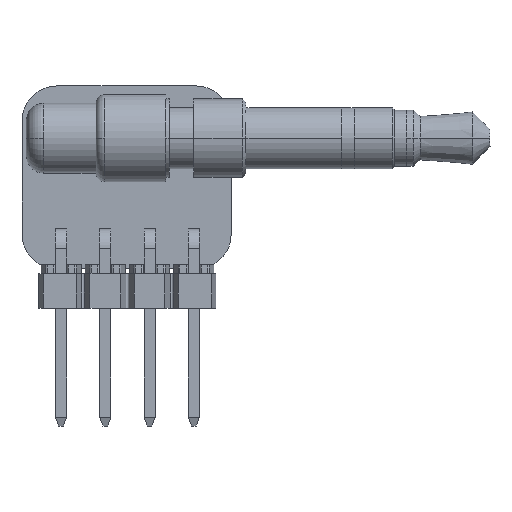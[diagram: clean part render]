
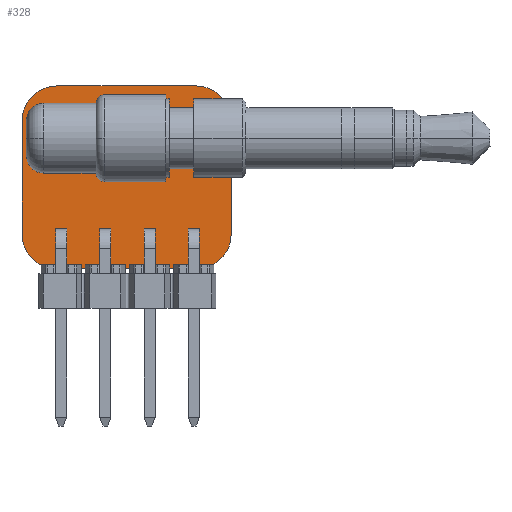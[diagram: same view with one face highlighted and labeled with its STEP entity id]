
A CAD part, top view. The second image highlights one B-rep face of the part: STEP entity #328.
In plain terms, the highlighted planar face has unit normal (0, 0, 1).
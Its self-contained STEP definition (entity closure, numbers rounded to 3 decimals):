
#63 = VERTEX_POINT('',#64);
#64 = CARTESIAN_POINT('',(0.,2.,1.646));
#70 = EDGE_CURVE('',#63,#71,#73,.T.);
#71 = VERTEX_POINT('',#72);
#72 = CARTESIAN_POINT('',(0.,8.5,1.646));
#73 = LINE('',#74,#75);
#74 = CARTESIAN_POINT('',(0.,2.,1.646));
#75 = VECTOR('',#76,1.);
#76 = DIRECTION('',(0.,1.,0.));
#101 = EDGE_CURVE('',#71,#102,#104,.T.);
#102 = VERTEX_POINT('',#103);
#103 = CARTESIAN_POINT('',(2.,10.5,1.646));
#104 = CIRCLE('',#105,2.);
#105 = AXIS2_PLACEMENT_3D('',#106,#107,#108);
#106 = CARTESIAN_POINT('',(2.,8.5,1.646));
#107 = DIRECTION('',(0.,0.,-1.));
#108 = DIRECTION('',(-1.,0.,0.));
#134 = EDGE_CURVE('',#102,#135,#137,.T.);
#135 = VERTEX_POINT('',#136);
#136 = CARTESIAN_POINT('',(10.,10.5,1.646));
#137 = LINE('',#138,#139);
#138 = CARTESIAN_POINT('',(2.,10.5,1.646));
#139 = VECTOR('',#140,1.);
#140 = DIRECTION('',(1.,0.,0.));
#165 = EDGE_CURVE('',#135,#166,#168,.T.);
#166 = VERTEX_POINT('',#167);
#167 = CARTESIAN_POINT('',(12.,8.5,1.646));
#168 = CIRCLE('',#169,2.);
#169 = AXIS2_PLACEMENT_3D('',#170,#171,#172);
#170 = CARTESIAN_POINT('',(10.,8.5,1.646));
#171 = DIRECTION('',(0.,0.,-1.));
#172 = DIRECTION('',(0.,1.,0.));
#198 = EDGE_CURVE('',#166,#199,#201,.T.);
#199 = VERTEX_POINT('',#200);
#200 = CARTESIAN_POINT('',(12.,2.,1.646));
#201 = LINE('',#202,#203);
#202 = CARTESIAN_POINT('',(12.,8.5,1.646));
#203 = VECTOR('',#204,1.);
#204 = DIRECTION('',(0.,-1.,0.));
#229 = EDGE_CURVE('',#199,#230,#232,.T.);
#230 = VERTEX_POINT('',#231);
#231 = CARTESIAN_POINT('',(10.,0.,1.646));
#232 = CIRCLE('',#233,2.);
#233 = AXIS2_PLACEMENT_3D('',#234,#235,#236);
#234 = CARTESIAN_POINT('',(10.,2.,1.646));
#235 = DIRECTION('',(0.,0.,-1.));
#236 = DIRECTION('',(1.,0.,0.));
#262 = EDGE_CURVE('',#230,#263,#265,.T.);
#263 = VERTEX_POINT('',#264);
#264 = CARTESIAN_POINT('',(2.,0.,1.646));
#265 = LINE('',#266,#267);
#266 = CARTESIAN_POINT('',(10.,0.,1.646));
#267 = VECTOR('',#268,1.);
#268 = DIRECTION('',(-1.,0.,0.));
#293 = EDGE_CURVE('',#263,#63,#294,.T.);
#294 = CIRCLE('',#295,2.);
#295 = AXIS2_PLACEMENT_3D('',#296,#297,#298);
#296 = CARTESIAN_POINT('',(2.,2.,1.646));
#297 = DIRECTION('',(0.,0.,-1.));
#298 = DIRECTION('',(0.,-1.,0.));
#328 = ADVANCED_FACE('',(#329),#339,.T.);
#329 = FACE_BOUND('',#330,.F.);
#330 = EDGE_LOOP('',(#331,#332,#333,#334,#335,#336,#337,#338));
#331 = ORIENTED_EDGE('',*,*,#70,.T.);
#332 = ORIENTED_EDGE('',*,*,#101,.T.);
#333 = ORIENTED_EDGE('',*,*,#134,.T.);
#334 = ORIENTED_EDGE('',*,*,#165,.T.);
#335 = ORIENTED_EDGE('',*,*,#198,.T.);
#336 = ORIENTED_EDGE('',*,*,#229,.T.);
#337 = ORIENTED_EDGE('',*,*,#262,.T.);
#338 = ORIENTED_EDGE('',*,*,#293,.T.);
#339 = PLANE('',#340);
#340 = AXIS2_PLACEMENT_3D('',#341,#342,#343);
#341 = CARTESIAN_POINT('',(0.,2.,1.646));
#342 = DIRECTION('',(0.,0.,1.));
#343 = DIRECTION('',(1.,0.,0.));
